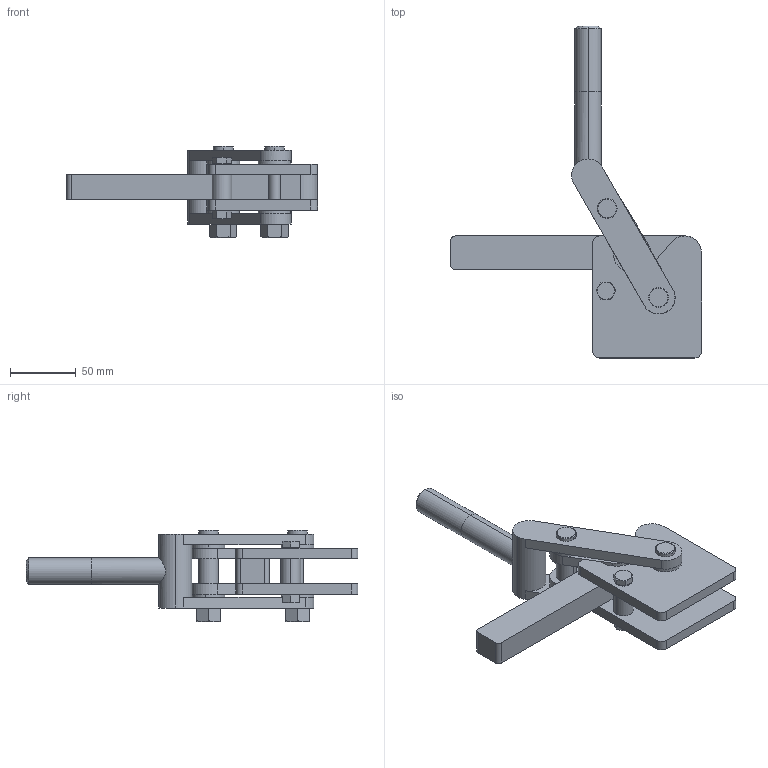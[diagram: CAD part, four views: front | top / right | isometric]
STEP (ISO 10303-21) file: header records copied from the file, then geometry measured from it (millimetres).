
FILE_DESCRIPTION (( 'STEP AP214' ), '1' );
FILE_NAME ('GH-75048(Â²¤Æ).STEP', '2020-03-09T02:29:46', ( 'LinWei' ), ( '' ), 'SwSTEP 2.0', 'SolidWorks 2016', '' );
FILE_SCHEMA (( 'AUTOMOTIVE_DESIGN' ));
Length unit declared in the file: millimetre
Products named in the file (5): 4704808-1^GH-75048(簡化); Group4^GH-75048(簡化); Group2^GH-75048(簡化); Group1^GH-75048(簡化); GH-75048(簡化)
Assembly tree (4 placements, depth 2):
  GH-75048(簡化)
    Group1^GH-75048(簡化)
    Group2^GH-75048(簡化)
    Group4^GH-75048(簡化)
    4704808-1^GH-75048(簡化)
Bounding box: 190.6 x 252 x 69.37 mm (x, y, z)
Volume: 341849.9 mm3; surface area: 93939.5 mm2
Topology: 4 solids, 5 shells, 205 faces, 480 edges, 297 vertices
Faces by surface type: plane 83, cylinder 69, cone 53
Entity records: 7155 total; most frequent: CARTESIAN_POINT 1443, DIRECTION 1021, ORIENTED_EDGE 960, EDGE_CURVE 480, AXIS2_PLACEMENT_3D 415, VERTEX_POINT 297, EDGE_LOOP 237, FACE_OUTER_BOUND 205
